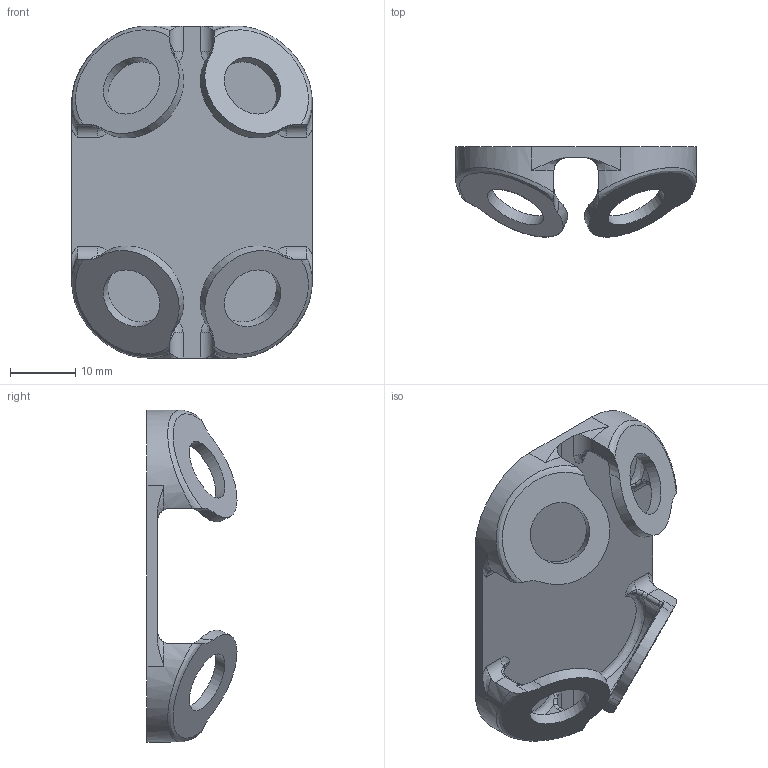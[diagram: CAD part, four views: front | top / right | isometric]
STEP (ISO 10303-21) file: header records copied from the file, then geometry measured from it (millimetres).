
FILE_DESCRIPTION(/* description */ (''),/* implementation_level */ '2;1');
FILE_NAME(/* name */ 'top_frame.stp',/* time_stamp */ '2016-07-17T02:11:21+03:00',/* author */ ('Mert'),/* organization */ (''),/* preprocessor_version */ 'ST-DEVELOPER v16.5',/* originating_system */ 'Autodesk Inventor 2017',/* authorisation */ '');
FILE_SCHEMA (('AUTOMOTIVE_DESIGN { 1 0 10303 214 3 1 1 }'));
Length unit declared in the file: millimetre
Products named in the file (1): top_frame
Bounding box: 36.82 x 13.79 x 50.82 mm (x, y, z)
Volume: 4667.7 mm3; surface area: 5800.8 mm2
Topology: 1 solids, 1 shells, 146 faces, 394 edges, 236 vertices
Faces by surface type: bspline 92, cylinder 32, plane 22
Full cylindrical faces by diameter (mm): 9.5 x4
Entity records: 7732 total; most frequent: CARTESIAN_POINT 4613, ORIENTED_EDGE 744, DIRECTION 480, EDGE_CURVE 372, VERTEX_POINT 232, AXIS2_PLACEMENT_3D 203, EDGE_LOOP 158, B_SPLINE_CURVE_WITH_KNOTS 152
